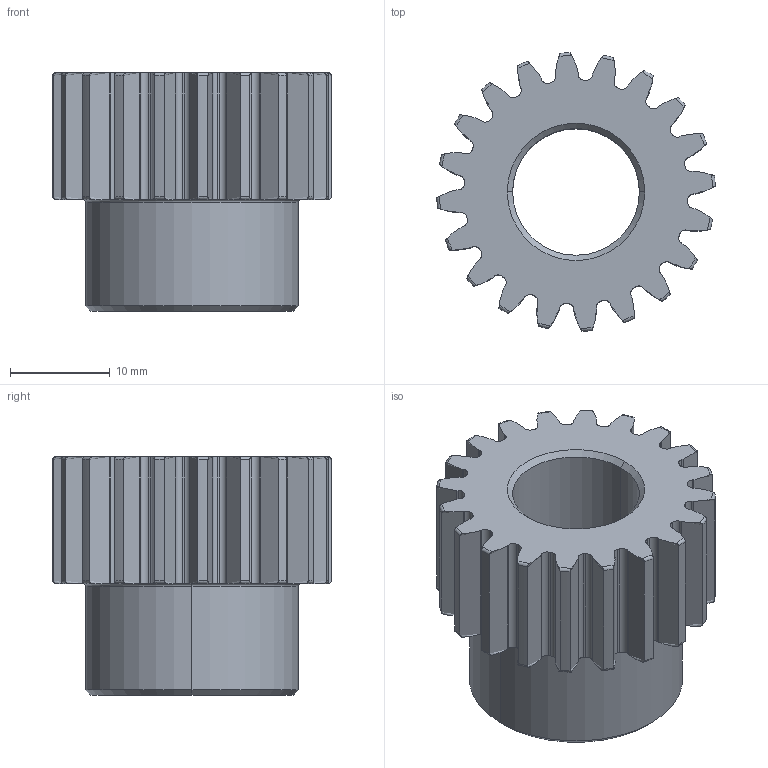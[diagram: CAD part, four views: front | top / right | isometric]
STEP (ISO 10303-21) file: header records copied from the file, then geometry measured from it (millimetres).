
FILE_DESCRIPTION (( 'STEP AP203' ), '1' );
FILE_NAME ('5172T12.step', '2015-09-21T18:49:18', ( '' ), ( '' ), 'SwSTEP 2.0', 'SolidWorks 2010', '' );
FILE_SCHEMA (( 'CONFIG_CONTROL_DESIGN' ));
Length unit declared in the file: inch
Products named in the file (1): 5172T12
Bounding box: 27.91 x 27.91 x 23.88 mm (x, y, z)
Volume: 7341.1 mm3; surface area: 4345 mm2
Topology: 1 solids, 1 shells, 215 faces, 628 edges, 416 vertices
Faces by surface type: cylinder 84, plane 43, torus 42, bspline 40, cone 6
Entity records: 7579 total; most frequent: CARTESIAN_POINT 2020, ORIENTED_EDGE 1256, DIRECTION 1038, EDGE_CURVE 628, VERTEX_POINT 416, AXIS2_PLACEMENT_3D 394, LINE 250, VECTOR 250
